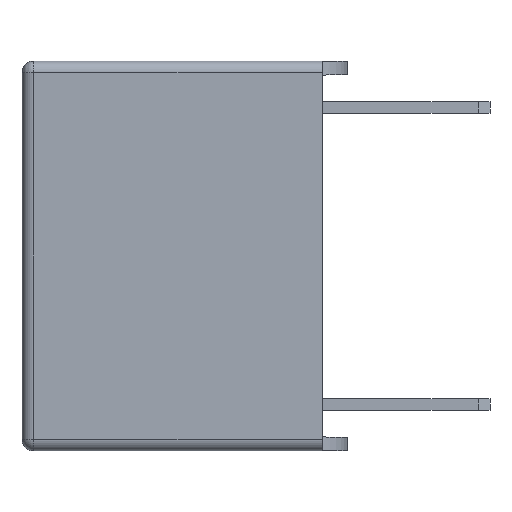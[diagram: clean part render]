
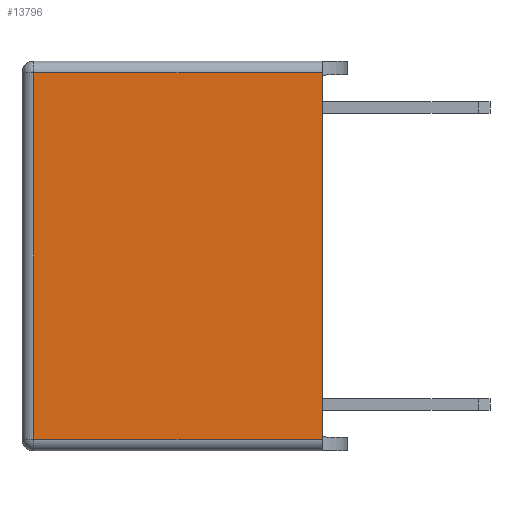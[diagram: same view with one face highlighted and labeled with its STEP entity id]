
A CAD part, left-side view. The second image highlights one B-rep face of the part: STEP entity #13796.
In plain terms, the highlighted planar face has unit normal (-1, 0, 0).
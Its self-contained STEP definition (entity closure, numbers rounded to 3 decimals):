
#126 = ORIENTED_EDGE ( 'NONE', *, *, #13453, .T. ) ;
#303 = DIRECTION ( 'NONE',  ( 0., -1., 0. ) ) ;
#432 = AXIS2_PLACEMENT_3D ( 'NONE', #8708, #667, #2024 ) ;
#667 = DIRECTION ( 'NONE',  ( 1., 0., 0. ) ) ;
#1841 = CARTESIAN_POINT ( 'NONE',  ( -10., 7.7, 4.7 ) ) ;
#2024 = DIRECTION ( 'NONE',  ( 0., 0., -1. ) ) ;
#2666 = EDGE_LOOP ( 'NONE', ( #10038, #14591, #126, #13351 ) ) ;
#2898 = CARTESIAN_POINT ( 'NONE',  ( -10., 0., -5. ) ) ;
#2947 = VECTOR ( 'NONE', #12330, 1000. ) ;
#3042 = EDGE_CURVE ( 'NONE', #12320, #6878, #14246, .T. ) ;
#3954 = VERTEX_POINT ( 'NONE', #7745 ) ;
#4494 = VECTOR ( 'NONE', #14431, 1000. ) ;
#4947 = CARTESIAN_POINT ( 'NONE',  ( -10., 7.4, 4.7 ) ) ;
#5506 = DIRECTION ( 'NONE',  ( 0., 0., 1. ) ) ;
#5552 = CARTESIAN_POINT ( 'NONE',  ( -10., 7.4, -5. ) ) ;
#6160 = PLANE ( 'NONE',  #432 ) ;
#6878 = VERTEX_POINT ( 'NONE', #10607 ) ;
#7745 = CARTESIAN_POINT ( 'NONE',  ( -10., 0., 4.7 ) ) ;
#7881 = EDGE_CURVE ( 'NONE', #3954, #13290, #8526, .T. ) ;
#8526 = LINE ( 'NONE', #1841, #2947 ) ;
#8708 = CARTESIAN_POINT ( 'NONE',  ( -10., 7.7, -5. ) ) ;
#9499 = LINE ( 'NONE', #2898, #16645 ) ;
#10038 = ORIENTED_EDGE ( 'NONE', *, *, #14033, .T. ) ;
#10459 = CARTESIAN_POINT ( 'NONE',  ( -10., 7.7, -4.7 ) ) ;
#10607 = CARTESIAN_POINT ( 'NONE',  ( -10., 0., -4.7 ) ) ;
#11649 = VECTOR ( 'NONE', #303, 1000. ) ;
#12320 = VERTEX_POINT ( 'NONE', #13644 ) ;
#12330 = DIRECTION ( 'NONE',  ( 0., 1., 0. ) ) ;
#12510 = FACE_OUTER_BOUND ( 'NONE', #2666, .T. ) ;
#13290 = VERTEX_POINT ( 'NONE', #4947 ) ;
#13351 = ORIENTED_EDGE ( 'NONE', *, *, #7881, .T. ) ;
#13453 = EDGE_CURVE ( 'NONE', #6878, #3954, #9499, .T. ) ;
#13644 = CARTESIAN_POINT ( 'NONE',  ( -10., 7.4, -4.7 ) ) ;
#13796 = ADVANCED_FACE ( 'NONE', ( #12510 ), #6160, .F. ) ;
#14033 = EDGE_CURVE ( 'NONE', #13290, #12320, #15705, .T. ) ;
#14246 = LINE ( 'NONE', #10459, #11649 ) ;
#14431 = DIRECTION ( 'NONE',  ( 0., 0., -1. ) ) ;
#14591 = ORIENTED_EDGE ( 'NONE', *, *, #3042, .T. ) ;
#15705 = LINE ( 'NONE', #5552, #4494 ) ;
#16645 = VECTOR ( 'NONE', #5506, 1000. ) ;
